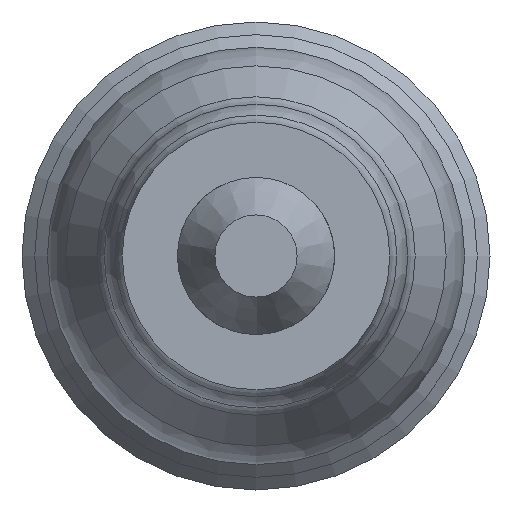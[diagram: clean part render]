
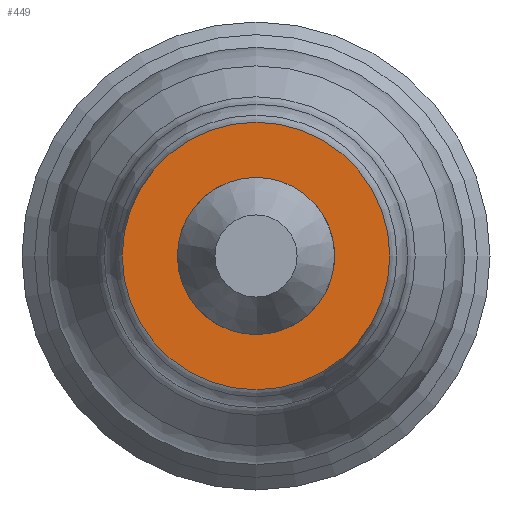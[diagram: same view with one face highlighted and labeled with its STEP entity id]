
A CAD part, left-side view. The second image highlights one B-rep face of the part: STEP entity #449.
In plain terms, the highlighted planar face has unit normal (-1, 0, 0).
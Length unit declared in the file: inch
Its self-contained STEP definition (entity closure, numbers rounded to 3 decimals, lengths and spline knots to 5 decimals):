
#7 = DIRECTION ( 'NONE',  ( 0., 0., -1. ) ) ;
#60 = CIRCLE ( 'NONE', #319, 0.01243 ) ;
#62 = VERTEX_POINT ( 'NONE', #550 ) ;
#67 = DIRECTION ( 'NONE',  ( 1., 0., 0. ) ) ;
#79 = CARTESIAN_POINT ( 'NONE',  ( 0., 0.02115, 0. ) ) ;
#90 = CARTESIAN_POINT ( 'NONE',  ( 0., 0., 0.02115 ) ) ;
#123 = CARTESIAN_POINT ( 'NONE',  ( 0., 0., 0. ) ) ;
#178 = DIRECTION ( 'NONE',  ( 0., 0., 1. ) ) ;
#181 = DIRECTION ( 'NONE',  ( 1., 0., 0. ) ) ;
#190 = DIRECTION ( 'NONE',  ( -1., 0., 0. ) ) ;
#289 = CARTESIAN_POINT ( 'NONE',  ( 0., 0., 0. ) ) ;
#308 = CIRCLE ( 'NONE', #698, 0.02115 ) ;
#319 = AXIS2_PLACEMENT_3D ( 'NONE', #289, #67, #7 ) ;
#421 = PLANE ( 'NONE',  #559 ) ;
#449 = ADVANCED_FACE ( 'NONE', ( #514, #595 ), #421, .F. ) ;
#457 = ORIENTED_EDGE ( 'NONE', *, *, #609, .T. ) ;
#513 = EDGE_CURVE ( 'NONE', #62, #62, #60, .T. ) ;
#514 = FACE_BOUND ( 'NONE', #618, .T. ) ;
#550 = CARTESIAN_POINT ( 'NONE',  ( 0., 0., -0.01243 ) ) ;
#559 = AXIS2_PLACEMENT_3D ( 'NONE', #79, #181, #715 ) ;
#569 = VERTEX_POINT ( 'NONE', #90 ) ;
#595 = FACE_OUTER_BOUND ( 'NONE', #711, .T. ) ;
#609 = EDGE_CURVE ( 'NONE', #569, #569, #308, .T. ) ;
#618 = EDGE_LOOP ( 'NONE', ( #634 ) ) ;
#634 = ORIENTED_EDGE ( 'NONE', *, *, #513, .T. ) ;
#698 = AXIS2_PLACEMENT_3D ( 'NONE', #123, #190, #178 ) ;
#711 = EDGE_LOOP ( 'NONE', ( #457 ) ) ;
#715 = DIRECTION ( 'NONE',  ( 0., 0., -1. ) ) ;
